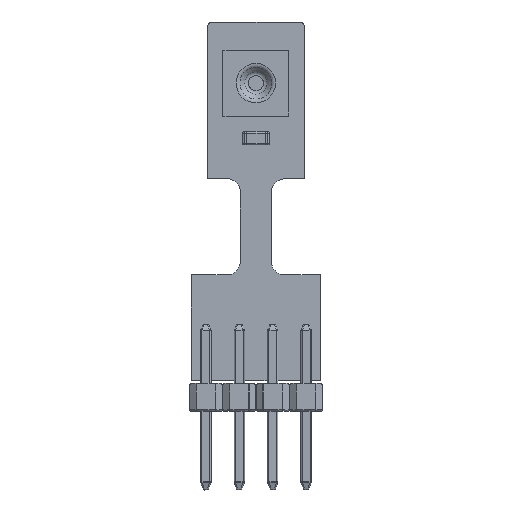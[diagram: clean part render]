
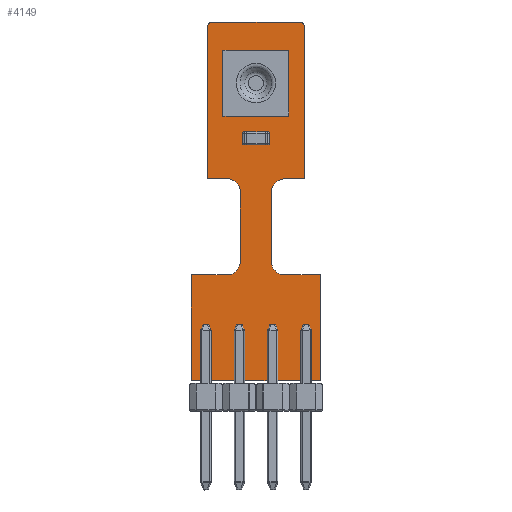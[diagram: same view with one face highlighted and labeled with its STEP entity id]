
A CAD part, top view. The second image highlights one B-rep face of the part: STEP entity #4149.
In plain terms, the highlighted planar face has unit normal (0, 0, 1).
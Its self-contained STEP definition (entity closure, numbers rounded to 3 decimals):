
#328 = LINE ( 'NONE', #16291, #12984 ) ;
#591 = DIRECTION ( 'NONE',  ( 0., 1., 0. ) ) ;
#750 = CARTESIAN_POINT ( 'NONE',  ( 4.19, 18.879, 0. ) ) ;
#1012 = EDGE_CURVE ( 'NONE', #13465, #8651, #2091, .T. ) ;
#1178 = CARTESIAN_POINT ( 'NONE',  ( 0., 5.257, 0. ) ) ;
#1623 = DIRECTION ( 'NONE',  ( 0., 0., -1. ) ) ;
#1669 = EDGE_CURVE ( 'NONE', #29280, #20219, #1897, .T. ) ;
#1837 = ORIENTED_EDGE ( 'NONE', *, *, #13982, .T. ) ;
#1897 = LINE ( 'NONE', #26817, #15321 ) ;
#1990 = VECTOR ( 'NONE', #15867, 1000. ) ;
#2065 = VERTEX_POINT ( 'NONE', #5801 ) ;
#2091 = CIRCLE ( 'NONE', #29676, 0.498 ) ;
#2228 = DIRECTION ( 'NONE',  ( -1., 0., 0. ) ) ;
#2386 = ORIENTED_EDGE ( 'NONE', *, *, #11421, .F. ) ;
#2550 = EDGE_CURVE ( 'NONE', #7840, #29280, #7711, .T. ) ;
#2696 = EDGE_CURVE ( 'NONE', #31446, #9169, #27180, .T. ) ;
#3022 = VERTEX_POINT ( 'NONE', #5366 ) ;
#3535 = EDGE_CURVE ( 'NONE', #31446, #3022, #5642, .T. ) ;
#3587 = EDGE_CURVE ( 'NONE', #13465, #9169, #9193, .T. ) ;
#3661 = ORIENTED_EDGE ( 'NONE', *, *, #1012, .T. ) ;
#3734 = DIRECTION ( 'NONE',  ( 1., 0., 0. ) ) ;
#3779 = AXIS2_PLACEMENT_3D ( 'NONE', #19165, #4046, #21717 ) ;
#3871 = LINE ( 'NONE', #6691, #17299 ) ;
#4046 = DIRECTION ( 'NONE',  ( 0., 0., -1. ) ) ;
#4149 = ADVANCED_FACE ( 'NONE', ( #12166 ), #31496, .T. ) ;
#4220 = EDGE_CURVE ( 'NONE', #20219, #8651, #14106, .T. ) ;
#4409 = ORIENTED_EDGE ( 'NONE', *, *, #6728, .F. ) ;
#4631 = CIRCLE ( 'NONE', #8165, 0.201 ) ;
#5047 = ORIENTED_EDGE ( 'NONE', *, *, #3535, .F. ) ;
#5073 = VERTEX_POINT ( 'NONE', #25747 ) ;
#5366 = CARTESIAN_POINT ( 'NONE',  ( 4.988, 9.278, 0. ) ) ;
#5530 = CARTESIAN_POINT ( 'NONE',  ( 4.988, 5.257, 0. ) ) ;
#5642 = LINE ( 'NONE', #29459, #19084 ) ;
#5801 = CARTESIAN_POINT ( 'NONE',  ( 0.89, 18.879, 0. ) ) ;
#6046 = CARTESIAN_POINT ( 'NONE',  ( 3.128, 9.774, 0. ) ) ;
#6286 = CARTESIAN_POINT ( 'NONE',  ( 3.625, 12.921, 0. ) ) ;
#6435 = CARTESIAN_POINT ( 'NONE',  ( 3.628, 9.278, 0. ) ) ;
#6691 = CARTESIAN_POINT ( 'NONE',  ( 1.45, 12.925, 0. ) ) ;
#6728 = EDGE_CURVE ( 'NONE', #19944, #11105, #328, .T. ) ;
#6775 = DIRECTION ( 'NONE',  ( 0., -1., 0. ) ) ;
#6858 = VERTEX_POINT ( 'NONE', #11876 ) ;
#6998 = VERTEX_POINT ( 'NONE', #25778 ) ;
#7672 = AXIS2_PLACEMENT_3D ( 'NONE', #1178, #18848, #3734 ) ;
#7711 = CIRCLE ( 'NONE', #27826, 0.201 ) ;
#7840 = VERTEX_POINT ( 'NONE', #750 ) ;
#8000 = EDGE_CURVE ( 'NONE', #6858, #31067, #3871, .T. ) ;
#8165 = AXIS2_PLACEMENT_3D ( 'NONE', #16770, #1623, #19322 ) ;
#8290 = DIRECTION ( 'NONE',  ( 0., -1., 0. ) ) ;
#8651 = VERTEX_POINT ( 'NONE', #6286 ) ;
#8808 = CARTESIAN_POINT ( 'NONE',  ( 3.62, 9.77, 0. ) ) ;
#8855 = ORIENTED_EDGE ( 'NONE', *, *, #3587, .F. ) ;
#8883 = ORIENTED_EDGE ( 'NONE', *, *, #1669, .F. ) ;
#9169 = VERTEX_POINT ( 'NONE', #6046 ) ;
#9193 = LINE ( 'NONE', #16720, #28695 ) ;
#9613 = CARTESIAN_POINT ( 'NONE',  ( 4.39, 12.925, 0. ) ) ;
#9997 = DIRECTION ( 'NONE',  ( 0., 0., -1. ) ) ;
#10560 = EDGE_CURVE ( 'NONE', #6858, #5073, #14577, .T. ) ;
#10571 = ORIENTED_EDGE ( 'NONE', *, *, #21438, .F. ) ;
#11105 = VERTEX_POINT ( 'NONE', #27656 ) ;
#11335 = DIRECTION ( 'NONE',  ( -1., 0., 0. ) ) ;
#11352 = DIRECTION ( 'NONE',  ( -1., 0., 0. ) ) ;
#11421 = EDGE_CURVE ( 'NONE', #13950, #5073, #17677, .T. ) ;
#11792 = CARTESIAN_POINT ( 'NONE',  ( 0.088, 9.278, 0. ) ) ;
#11876 = CARTESIAN_POINT ( 'NONE',  ( 1.45, 12.925, 0. ) ) ;
#12023 = CARTESIAN_POINT ( 'NONE',  ( 0.088, 5.257, 0. ) ) ;
#12140 = CARTESIAN_POINT ( 'NONE',  ( 4.39, 18.679, 0. ) ) ;
#12166 = FACE_OUTER_BOUND ( 'NONE', #32220, .T. ) ;
#12984 = VECTOR ( 'NONE', #11335, 1000. ) ;
#13281 = CARTESIAN_POINT ( 'NONE',  ( 4.988, 5.257, 0. ) ) ;
#13465 = VERTEX_POINT ( 'NONE', #19572 ) ;
#13907 = CARTESIAN_POINT ( 'NONE',  ( 3.626, 12.423, 0. ) ) ;
#13950 = VERTEX_POINT ( 'NONE', #16743 ) ;
#13982 = EDGE_CURVE ( 'NONE', #13950, #24363, #27334, .T. ) ;
#14000 = DIRECTION ( 'NONE',  ( 0., -1., 0. ) ) ;
#14106 = LINE ( 'NONE', #29254, #20070 ) ;
#14178 = DIRECTION ( 'NONE',  ( 1., 0., 0. ) ) ;
#14374 = LINE ( 'NONE', #23319, #27154 ) ;
#14577 = CIRCLE ( 'NONE', #3779, 0.498 ) ;
#14606 = VECTOR ( 'NONE', #8290, 1000. ) ;
#15071 = CARTESIAN_POINT ( 'NONE',  ( 0.69, 12.925, 0. ) ) ;
#15321 = VECTOR ( 'NONE', #14000, 1000. ) ;
#15867 = DIRECTION ( 'NONE',  ( 1., 0., 0. ) ) ;
#15951 = EDGE_CURVE ( 'NONE', #27432, #24363, #24767, .T. ) ;
#16220 = LINE ( 'NONE', #26045, #1990 ) ;
#16291 = CARTESIAN_POINT ( 'NONE',  ( 5.08, 5.257, 0. ) ) ;
#16444 = DIRECTION ( 'NONE',  ( -1., 0., 0. ) ) ;
#16513 = DIRECTION ( 'NONE',  ( -1., -0.005, 0. ) ) ;
#16720 = CARTESIAN_POINT ( 'NONE',  ( 3.128, 12.424, 0. ) ) ;
#16743 = CARTESIAN_POINT ( 'NONE',  ( 1.947, 9.778, 0. ) ) ;
#16770 = CARTESIAN_POINT ( 'NONE',  ( 0.891, 18.678, 0. ) ) ;
#16985 = DIRECTION ( 'NONE',  ( 0., 1., 0. ) ) ;
#17177 = VECTOR ( 'NONE', #23265, 1000. ) ;
#17299 = VECTOR ( 'NONE', #24454, 1000. ) ;
#17362 = DIRECTION ( 'NONE',  ( 0., 0., -1. ) ) ;
#17677 = LINE ( 'NONE', #18774, #31282 ) ;
#17795 = LINE ( 'NONE', #12023, #31406 ) ;
#18774 = CARTESIAN_POINT ( 'NONE',  ( 1.947, 9.778, 0. ) ) ;
#18848 = DIRECTION ( 'NONE',  ( 0., 0., 1. ) ) ;
#19084 = VECTOR ( 'NONE', #14178, 1000. ) ;
#19165 = CARTESIAN_POINT ( 'NONE',  ( 1.449, 12.427, 0. ) ) ;
#19322 = DIRECTION ( 'NONE',  ( -1., 0., 0. ) ) ;
#19572 = CARTESIAN_POINT ( 'NONE',  ( 3.128, 12.424, 0. ) ) ;
#19685 = AXIS2_PLACEMENT_3D ( 'NONE', #8808, #26590, #11352 ) ;
#19944 = VERTEX_POINT ( 'NONE', #5530 ) ;
#20070 = VECTOR ( 'NONE', #16513, 1000. ) ;
#20219 = VERTEX_POINT ( 'NONE', #9613 ) ;
#21367 = LINE ( 'NONE', #13281, #14606 ) ;
#21414 = ORIENTED_EDGE ( 'NONE', *, *, #10560, .T. ) ;
#21438 = EDGE_CURVE ( 'NONE', #6998, #2065, #4631, .T. ) ;
#21717 = DIRECTION ( 'NONE',  ( -1., 0., 0. ) ) ;
#22321 = EDGE_CURVE ( 'NONE', #31067, #6998, #14374, .T. ) ;
#23265 = DIRECTION ( 'NONE',  ( 1., 0., 0. ) ) ;
#23319 = CARTESIAN_POINT ( 'NONE',  ( 0.69, 12.925, 0. ) ) ;
#24363 = VERTEX_POINT ( 'NONE', #32817 ) ;
#24454 = DIRECTION ( 'NONE',  ( -1., 0., 0. ) ) ;
#24767 = LINE ( 'NONE', #28397, #17177 ) ;
#25209 = ORIENTED_EDGE ( 'NONE', *, *, #8000, .F. ) ;
#25211 = CARTESIAN_POINT ( 'NONE',  ( 4.189, 18.678, 0. ) ) ;
#25328 = ORIENTED_EDGE ( 'NONE', *, *, #2550, .F. ) ;
#25720 = EDGE_CURVE ( 'NONE', #2065, #7840, #16220, .T. ) ;
#25747 = CARTESIAN_POINT ( 'NONE',  ( 1.947, 12.428, 0. ) ) ;
#25778 = CARTESIAN_POINT ( 'NONE',  ( 0.69, 18.679, 0. ) ) ;
#25967 = ORIENTED_EDGE ( 'NONE', *, *, #4220, .F. ) ;
#26045 = CARTESIAN_POINT ( 'NONE',  ( 0.89, 18.879, 0. ) ) ;
#26211 = ORIENTED_EDGE ( 'NONE', *, *, #15951, .F. ) ;
#26590 = DIRECTION ( 'NONE',  ( 0., 0., -1. ) ) ;
#26817 = CARTESIAN_POINT ( 'NONE',  ( 4.39, 18.679, 0. ) ) ;
#27137 = CARTESIAN_POINT ( 'NONE',  ( 1.449, 9.776, 0. ) ) ;
#27154 = VECTOR ( 'NONE', #591, 1000. ) ;
#27180 = CIRCLE ( 'NONE', #19685, 0.492 ) ;
#27334 = CIRCLE ( 'NONE', #27351, 0.498 ) ;
#27351 = AXIS2_PLACEMENT_3D ( 'NONE', #27137, #17362, #2228 ) ;
#27425 = ORIENTED_EDGE ( 'NONE', *, *, #22321, .F. ) ;
#27432 = VERTEX_POINT ( 'NONE', #11792 ) ;
#27656 = CARTESIAN_POINT ( 'NONE',  ( 0.088, 5.257, 0. ) ) ;
#27775 = DIRECTION ( 'NONE',  ( -1., 0., 0. ) ) ;
#27826 = AXIS2_PLACEMENT_3D ( 'NONE', #25211, #9997, #27775 ) ;
#28397 = CARTESIAN_POINT ( 'NONE',  ( 0.053, 9.278, 0. ) ) ;
#28414 = ORIENTED_EDGE ( 'NONE', *, *, #29208, .F. ) ;
#28695 = VECTOR ( 'NONE', #6775, 1000. ) ;
#29208 = EDGE_CURVE ( 'NONE', #11105, #27432, #17795, .T. ) ;
#29254 = CARTESIAN_POINT ( 'NONE',  ( 4.39, 12.925, 0. ) ) ;
#29280 = VERTEX_POINT ( 'NONE', #12140 ) ;
#29459 = CARTESIAN_POINT ( 'NONE',  ( 3.628, 9.278, 0. ) ) ;
#29676 = AXIS2_PLACEMENT_3D ( 'NONE', #13907, #31739, #16444 ) ;
#30244 = ORIENTED_EDGE ( 'NONE', *, *, #2696, .T. ) ;
#31067 = VERTEX_POINT ( 'NONE', #15071 ) ;
#31082 = ORIENTED_EDGE ( 'NONE', *, *, #25720, .F. ) ;
#31282 = VECTOR ( 'NONE', #31410, 1000. ) ;
#31406 = VECTOR ( 'NONE', #16985, 1000. ) ;
#31410 = DIRECTION ( 'NONE',  ( 0., 1., 0. ) ) ;
#31446 = VERTEX_POINT ( 'NONE', #6435 ) ;
#31496 = PLANE ( 'NONE',  #7672 ) ;
#31739 = DIRECTION ( 'NONE',  ( 0., 0., -1. ) ) ;
#31788 = EDGE_CURVE ( 'NONE', #3022, #19944, #21367, .T. ) ;
#31812 = ORIENTED_EDGE ( 'NONE', *, *, #31788, .F. ) ;
#32220 = EDGE_LOOP ( 'NONE', ( #28414, #4409, #31812, #5047, #30244, #8855, #3661, #25967, #8883, #25328, #31082, #10571, #27425, #25209, #21414, #2386, #1837, #26211 ) ) ;
#32817 = CARTESIAN_POINT ( 'NONE',  ( 1.447, 9.278, 0. ) ) ;
